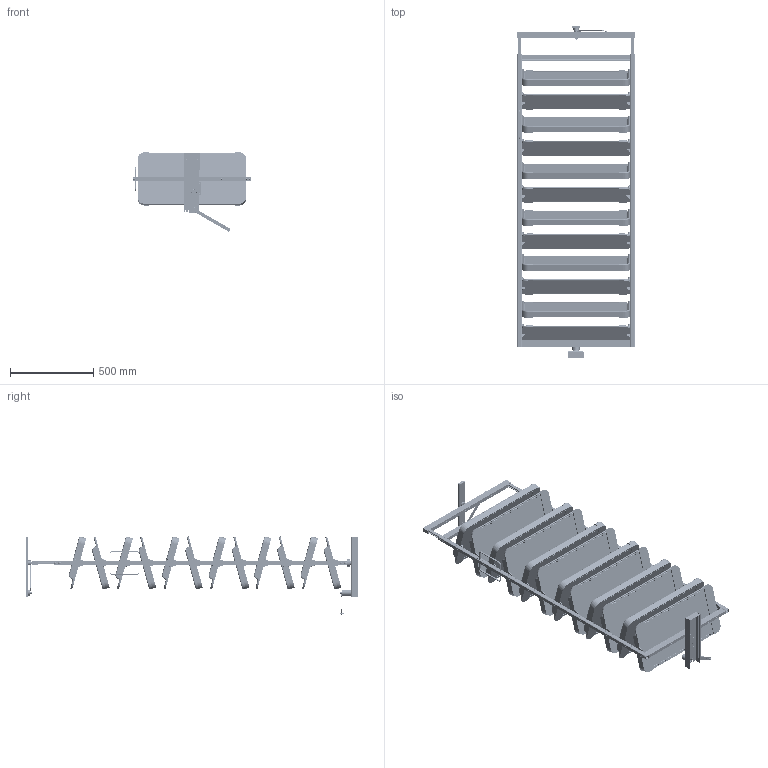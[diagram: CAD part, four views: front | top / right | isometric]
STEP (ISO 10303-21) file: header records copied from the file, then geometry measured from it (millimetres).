
FILE_DESCRIPTION(/* description */ ('NOT SPECIFIED'),/* implementation_level */ '2;1');
FILE_NAME(/* name */ '12..stp',/* time_stamp */ '2025-08-01T19:10:35+08:00',/* author */ ('Administrator'),/* organization */ (''),/* preprocessor_version */ 'ST-DEVELOPER v19.2',/* originating_system */ 'Autodesk Inventor 2024',/* authorisation */ '');
FILE_SCHEMA (('AUTOMOTIVE_DESIGN { 1 0 10303 214 3 1 1 }'));
Products named in the file (45): YE-C001-800D_ASM_146_ASM_1_ASM__ASM; HKLJ-DA_14_1_1; Z-X_ASM_5_ASM_1_ASM_1_ASM; LV-5_4_1_1; 6003_1_1_1; LV-4_10_1_1; XC3_AF0_15_1_1; XC3_15_1_1; XC1_3_1_1; XC6_20_1_1; LUOGAN_12_1_1; M8-5_2_1_1; 608ZZ_4_1_1; LV-3_8_1_1; HKLJ-1_AF0_4_1_1; LV2-ZP_ASM_6_ASM_1_ASM_1_ASM; LV-2_12_1_1; M6_2_1_1; XZ_7_1_1; LV1-ZP_AF0_ASM_13_ASM_1_ASM_1_ASM; LV-1_AF0_9_1_1; SLJ4_1_1_1; XC2_26_1_1; LJ5_6_1_1; LJ3_4_1_1; HK-XIA_17_ASM_1_ASM_1_ASM; HK-XIA_17_2_1_1; HK-X2_6_ASM_1_ASM_1_ASM; HK-X2_6_2_1_1; HK-S_AF0_4_1_1; M6X50_2_1_1; XC-MT_5_1_1; LV1-ZP_ASM_13_ASM_1_ASM_1_ASM; LV-1_9_1_1; LV1-Z_7_1_1; LJ4_2_1_1; XBJ-ZP_ASM_32_ASM_4_ASM_1_ASM; SLJ-ZP_ASM_21_ASM_1_ASM_1_ASM; SLJ1_43_3_1; XC5_5_1_1 ...
Assembly tree (71 placements, depth 4):
  YE-C001-800D_ASM_146_ASM_1_ASM__ASM
    HKLJ-DA_14_1_1
    Z-X_ASM_5_ASM_1_ASM_1_ASM
      LV-5_4_1_1
      6003_1_1_1
      LV-4_10_1_1
    XC2_26_1_1  x2
    XC3_AF0_15_1_1
    XC3_15_1_1
    XC1_3_1_1  x2
    XC6_20_1_1
    LUOGAN_12_1_1
    M8-5_2_1_1
    608ZZ_4_1_1
    LV-3_8_1_1
    HKLJ-1_AF0_4_1_1
    XBJ-ZP_ASM_32_ASM_4_ASM_1_ASM  x12
      SLJ-ZP_ASM_21_ASM_1_ASM_1_ASM
        SLJ1_43_3_1
      XC5_5_1_1
      XC4_6_1_1
      BAN547X300_4_1_1
      S3_5_1_1
      S1_3_3_1
      PRT0001_1_1
    XZ_7_1_1  x2
    LV2-ZP_ASM_6_ASM_1_ASM_1_ASM
      LV1-Z_7_1_1
      LJ4_2_1_1
      LV-2_12_1_1
    M6_2_1_1
    LV1-ZP_AF0_ASM_13_ASM_1_ASM_1_ASM
      LV-1_AF0_9_1_1
      LJ4_2_1_1
    LJ5_6_1_1  x2
    SLJ4_1_1_1  x2
    LJ3_4_1_1
    HK-XIA_17_ASM_1_ASM_1_ASM
      HK-XIA_17_2_1_1
    HK-X2_6_ASM_1_ASM_1_ASM
      HK-X2_6_2_1_1
    HK-S_AF0_4_1_1
    M6X50_2_1_1  x2
    XC-MT_5_1_1  x8
    LV1-ZP_ASM_13_ASM_1_ASM_1_ASM
      LV-1_9_1_1
      LV1-Z_7_1_1
      LJ4_2_1_1
Bounding box: 712.03 x 1993.91 x 475.88 mm (x, y, z)
Volume: 19415740.7 mm3; surface area: 9936074.7 mm2
Topology: 129 solids, 154 shells, 7567 faces, 20724 edges, 13395 vertices
Faces by surface type: plane 4860, cylinder 1887, torus 392, bspline 168, sphere 136, cone 124
Full cylindrical faces by diameter (mm): 3 x48, 3.3 x9, 3.5 x4, 4 x12, 4.2 x7, 4.3 x2, 4.5 x6, 5 x11, 5.2 x15, 5.4 x4, 5.5 x4, 5.7 x48, 6 x129, 6.6 x12, 7 x9, 7.8 x1, 7.9 x1, 8 x6, 8.5 x8, 8.6 x48, 9 x1, 10 x8, 10.2 x3, 11 x16, 12 x2, 14 x2, 17 x2, 22 x5, 23 x3, 30 x1
Entity records: 85999 total; most frequent: CARTESIAN_POINT 33382, ORIENTED_EDGE 10774, DIRECTION 10749, EDGE_CURVE 5421, AXIS2_PLACEMENT_3D 3677, VERTEX_POINT 3559, LINE 3395, VECTOR 3395
